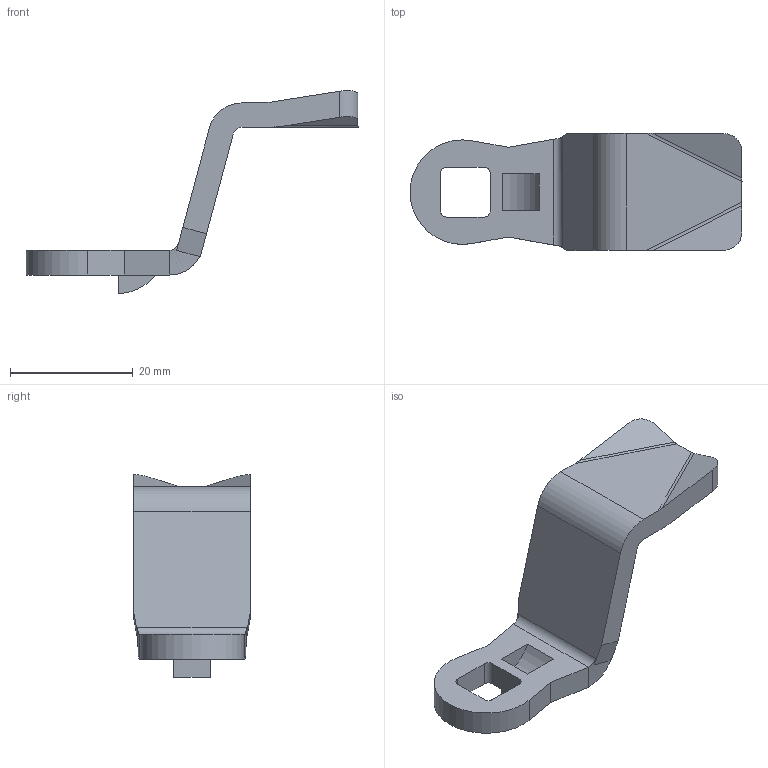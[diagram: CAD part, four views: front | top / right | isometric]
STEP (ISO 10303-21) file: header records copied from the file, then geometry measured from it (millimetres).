
FILE_DESCRIPTION(('STEP AP214'),'1');
FILE_NAME('me.step','2017-05-29T11:42:22',(' '),(' '),'Spatial InterOp 3D',' ',' ');
FILE_SCHEMA(('automotive_design'));
Length unit declared in the file: millimetre
Products named in the file (1): _147
Bounding box: 54 x 19 x 33 mm (x, y, z)
Volume: 4700.5 mm3; surface area: 3300.8 mm2
Topology: 1 solids, 1 shells, 50 faces, 130 edges, 84 vertices
Faces by surface type: plane 31, cylinder 17, bspline 2
Entity records: 1990 total; most frequent: CARTESIAN_POINT 319, DIRECTION 262, ORIENTED_EDGE 260, EDGE_CURVE 130, LINE 96, VECTOR 96, VERTEX_POINT 84, AXIS2_PLACEMENT_3D 83
